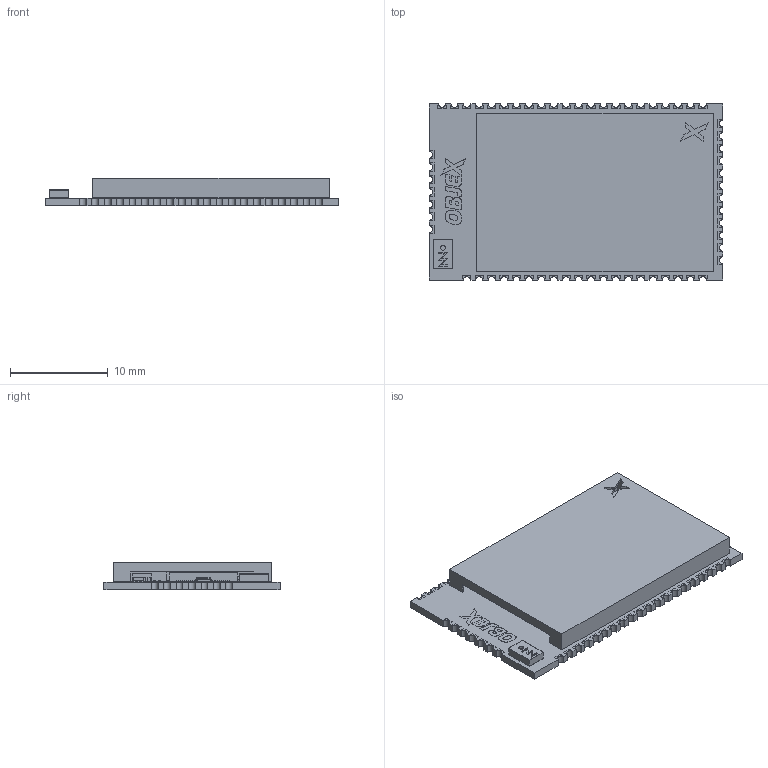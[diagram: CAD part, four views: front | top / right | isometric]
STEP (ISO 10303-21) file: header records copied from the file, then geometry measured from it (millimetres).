
FILE_DESCRIPTION(/* description */ (''),/* implementation_level */ '2;1');
FILE_NAME(/* name */ 'OBJEX-ELPM-S3_PCB-rev1.0.step',/* time_stamp */ '2024-03-06T16:41:02+01:00',/* author */ (''),/* organization */ (''),/* preprocessor_version */ 'ST-DEVELOPER v20',/* originating_system */ 'Autodesk Translation Framework v12.20.1.177',/* authorisation */ '');
FILE_SCHEMA (('AUTOMOTIVE_DESIGN { 1 0 10303 214 3 1 1 }'));
Length unit declared in the file: millimetre
Products named in the file (28): OBJEX-ELPM-S3LW_PCB-rev1.0; RV-3028-C7_32.768kHz_1ppm_TA_QC; COMPOUND (2); NN02-101; COMPOUND (3); SSM3J64CTC,L3F; COMPOUND (4); SX1262IMLTRT; COMPOUND (5); 0900FM15D0039E_JOT; COMPOUND (6); SN74LVC1G86YZPR; COMPOUND (7); NX2016SA-32M-EXS00A-CS06465; COMPOUND (1); CD0201-T2.0LC; COMPOUND (9); BGS12P2L6E6327XTSA1; COMPOUND (10); ESP32-S3FN8; COMPOUND (11); ELPM-S3XX; SOLID; BC847QAPNZ; COMPOUND (12); NCP114AMX330TCG; COMPOUND; PCB
Assembly tree (30 placements, depth 3):
  OBJEX-ELPM-S3LW_PCB-rev1.0
    NCP114AMX330TCG  x2
      COMPOUND
    NX2016SA-32M-EXS00A-CS06465  x2
      COMPOUND (1)
    RV-3028-C7_32.768kHz_1ppm_TA_QC
      COMPOUND (2)
    NN02-101
      COMPOUND (3)
    SSM3J64CTC,L3F
      COMPOUND (4)
    SX1262IMLTRT
      COMPOUND (5)
    0900FM15D0039E_JOT
      COMPOUND (6)
    SN74LVC1G86YZPR  x2
      COMPOUND (7)
    CD0201-T2.0LC
      COMPOUND (9)
    BGS12P2L6E6327XTSA1
      COMPOUND (10)
    ESP32-S3FN8
      COMPOUND (11)
    ELPM-S3XX
      SOLID
    BC847QAPNZ
      COMPOUND (12)
    PCB
Bounding box: 30 x 18 x 2.83 mm (x, y, z)
Volume: 591.6 mm3; surface area: 2609.6 mm2
Topology: 170 solids, 170 shells, 2273 faces, 5745 edges, 3816 vertices
Faces by surface type: plane 1897, cylinder 266, bspline 100, sphere 10
Full cylindrical faces by diameter (mm): 0.062 x1, 0.084 x4, 0.104 x1, 0.114 x2, 0.5 x4, 0.875 x1
Entity records: 63687 total; most frequent: CARTESIAN_POINT 12340, ORIENTED_EDGE 10652, DIRECTION 9753, EDGE_CURVE 5326, LINE 4627, VECTOR 4627, VERTEX_POINT 3550, AXIS2_PLACEMENT_3D 2563
